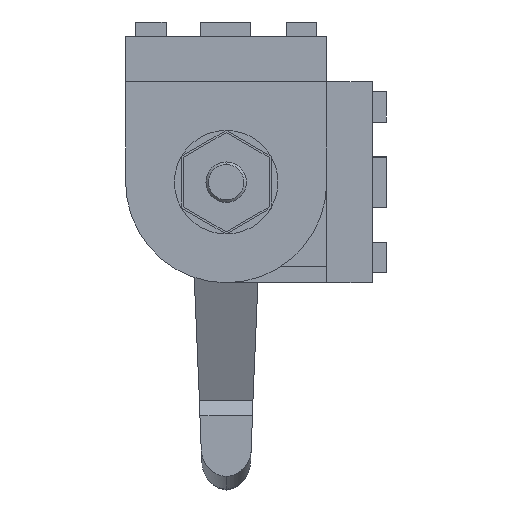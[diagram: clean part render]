
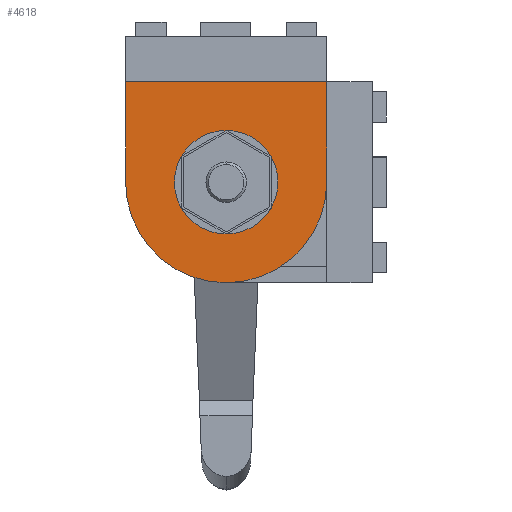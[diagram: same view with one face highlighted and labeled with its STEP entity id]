
A CAD part, left-side view. The second image highlights one B-rep face of the part: STEP entity #4618.
In plain terms, the highlighted face is planar.
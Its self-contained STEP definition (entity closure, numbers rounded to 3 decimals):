
#312 = VECTOR ( 'NONE', #4936, 1000. ) ;
#560 = ORIENTED_EDGE ( 'NONE', *, *, #4902, .F. ) ;
#607 = VECTOR ( 'NONE', #1123, 1000. ) ;
#650 = ORIENTED_EDGE ( 'NONE', *, *, #1298, .F. ) ;
#691 = EDGE_CURVE ( 'NONE', #3344, #1259, #1939, .T. ) ;
#710 = AXIS2_PLACEMENT_3D ( 'NONE', #4081, #1184, #4566 ) ;
#775 = VERTEX_POINT ( 'NONE', #3149 ) ;
#911 = VERTEX_POINT ( 'NONE', #4829 ) ;
#962 = PLANE ( 'NONE',  #4553 ) ;
#1110 = CARTESIAN_POINT ( 'NONE',  ( 19.9, 9., -19.9 ) ) ;
#1123 = DIRECTION ( 'NONE',  ( 0., -1., 0. ) ) ;
#1184 = DIRECTION ( 'NONE',  ( 1., 0., 0. ) ) ;
#1259 = VERTEX_POINT ( 'NONE', #1110 ) ;
#1298 = EDGE_CURVE ( 'NONE', #911, #4224, #1688, .T. ) ;
#1458 = DIRECTION ( 'NONE',  ( 0., 0., -1. ) ) ;
#1619 = CIRCLE ( 'NONE', #710, 10.25 ) ;
#1652 = CARTESIAN_POINT ( 'NONE',  ( 19.9, 28.9, 0. ) ) ;
#1688 = CIRCLE ( 'NONE', #3346, 10.25 ) ;
#1732 = LINE ( 'NONE', #3462, #312 ) ;
#1889 = FACE_OUTER_BOUND ( 'NONE', #5892, .T. ) ;
#1923 = DIRECTION ( 'NONE',  ( 0., 0., -1. ) ) ;
#1928 = VERTEX_POINT ( 'NONE', #5384 ) ;
#1939 = LINE ( 'NONE', #2826, #5355 ) ;
#2042 = ORIENTED_EDGE ( 'NONE', *, *, #691, .T. ) ;
#2074 = EDGE_CURVE ( 'NONE', #775, #3344, #6076, .T. ) ;
#2084 = DIRECTION ( 'NONE',  ( 1., 0., 0. ) ) ;
#2134 = DIRECTION ( 'NONE',  ( 0., 0., -1. ) ) ;
#2488 = CARTESIAN_POINT ( 'NONE',  ( 19.9, 28.9, -10.25 ) ) ;
#2826 = CARTESIAN_POINT ( 'NONE',  ( 19.9, 9., 19.9 ) ) ;
#3149 = CARTESIAN_POINT ( 'NONE',  ( 19.9, 28.9, 19.9 ) ) ;
#3238 = EDGE_LOOP ( 'NONE', ( #560, #650 ) ) ;
#3344 = VERTEX_POINT ( 'NONE', #4996 ) ;
#3346 = AXIS2_PLACEMENT_3D ( 'NONE', #1652, #5034, #2134 ) ;
#3373 = CARTESIAN_POINT ( 'NONE',  ( 19.9, 28.9, 0. ) ) ;
#3421 = ORIENTED_EDGE ( 'NONE', *, *, #6000, .T. ) ;
#3462 = CARTESIAN_POINT ( 'NONE',  ( 19.9, 9., -19.9 ) ) ;
#3671 = AXIS2_PLACEMENT_3D ( 'NONE', #4990, #2084, #5501 ) ;
#3978 = ORIENTED_EDGE ( 'NONE', *, *, #2074, .T. ) ;
#4023 = CARTESIAN_POINT ( 'NONE',  ( 19.9, 9., 19.9 ) ) ;
#4081 = CARTESIAN_POINT ( 'NONE',  ( 19.9, 28.9, 0. ) ) ;
#4224 = VERTEX_POINT ( 'NONE', #2488 ) ;
#4345 = DIRECTION ( 'NONE',  ( 1., 0., 0. ) ) ;
#4481 = ORIENTED_EDGE ( 'NONE', *, *, #5234, .T. ) ;
#4553 = AXIS2_PLACEMENT_3D ( 'NONE', #3373, #4345, #1458 ) ;
#4566 = DIRECTION ( 'NONE',  ( 0., 0., -1. ) ) ;
#4618 = ADVANCED_FACE ( 'NONE', ( #6065, #1889 ), #962, .T. ) ;
#4829 = CARTESIAN_POINT ( 'NONE',  ( 19.9, 28.9, 10.25 ) ) ;
#4902 = EDGE_CURVE ( 'NONE', #4224, #911, #1619, .T. ) ;
#4936 = DIRECTION ( 'NONE',  ( 0., 1., 0. ) ) ;
#4990 = CARTESIAN_POINT ( 'NONE',  ( 19.9, 28.9, 0. ) ) ;
#4996 = CARTESIAN_POINT ( 'NONE',  ( 19.9, 9., 19.9 ) ) ;
#5034 = DIRECTION ( 'NONE',  ( 1., 0., 0. ) ) ;
#5065 = CIRCLE ( 'NONE', #3671, 19.9 ) ;
#5234 = EDGE_CURVE ( 'NONE', #1928, #775, #5065, .T. ) ;
#5355 = VECTOR ( 'NONE', #1923, 1000. ) ;
#5384 = CARTESIAN_POINT ( 'NONE',  ( 19.9, 28.9, -19.9 ) ) ;
#5501 = DIRECTION ( 'NONE',  ( 0., 0., -1. ) ) ;
#5892 = EDGE_LOOP ( 'NONE', ( #3978, #2042, #3421, #4481 ) ) ;
#6000 = EDGE_CURVE ( 'NONE', #1259, #1928, #1732, .T. ) ;
#6065 = FACE_BOUND ( 'NONE', #3238, .T. ) ;
#6076 = LINE ( 'NONE', #4023, #607 ) ;
